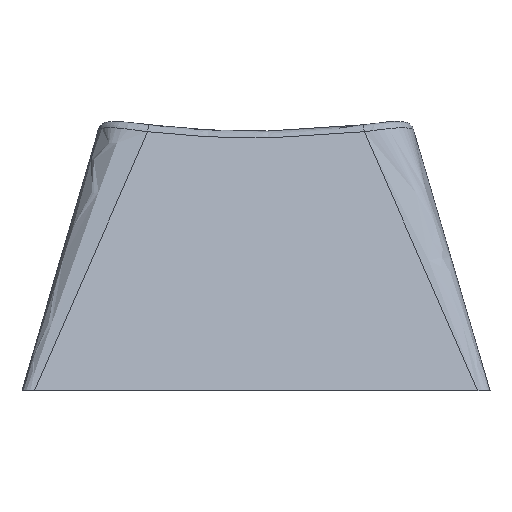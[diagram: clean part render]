
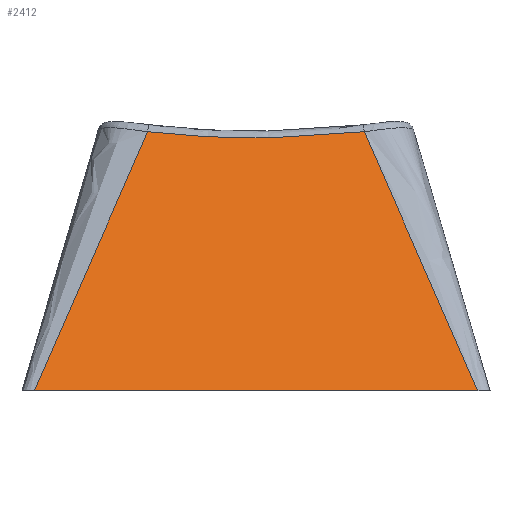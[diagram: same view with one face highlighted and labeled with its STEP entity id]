
A CAD part, front view. The second image highlights one B-rep face of the part: STEP entity #2412.
In plain terms, the highlighted planar face has unit normal (0, -0.936, 0.352).
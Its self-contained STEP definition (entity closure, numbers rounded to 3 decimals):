
#57=B_SPLINE_CURVE_WITH_KNOTS('',3,(#3987,#3988,#3989,#3990,#3991,#3992,
#3993),.UNSPECIFIED.,.F.,.F.,(4,3,4),(0.127,0.173,11.79),
 .UNSPECIFIED.);
#59=B_SPLINE_CURVE_WITH_KNOTS('',3,(#4059,#4060,#4061,#4062),
 .UNSPECIFIED.,.F.,.F.,(4,4),(0.133,11.796),
 .UNSPECIFIED.);
#64=B_SPLINE_CURVE_WITH_KNOTS('',3,(#4258,#4259,#4260,#4261,#4262),
 .UNSPECIFIED.,.F.,.F.,(4,1,4),(-0.091,4.108,8.307),
 .UNSPECIFIED.);
#238=LINE('',#3680,#509);
#509=VECTOR('',#2934,10.);
#701=FACE_OUTER_BOUND('',#844,.T.);
#844=EDGE_LOOP('',(#1797,#1798,#1799,#1800));
#1073=VERTEX_POINT('',#3623);
#1074=VERTEX_POINT('',#3679);
#1085=VERTEX_POINT('',#3972);
#1086=VERTEX_POINT('',#4042);
#1333=EDGE_CURVE('',#1073,#1074,#238,.T.);
#1349=EDGE_CURVE('',#1074,#1085,#57,.T.);
#1351=EDGE_CURVE('',#1086,#1073,#59,.T.);
#1356=EDGE_CURVE('',#1086,#1085,#64,.T.);
#1797=ORIENTED_EDGE('',*,*,#1356,.T.);
#1798=ORIENTED_EDGE('',*,*,#1349,.F.);
#1799=ORIENTED_EDGE('',*,*,#1333,.F.);
#1800=ORIENTED_EDGE('',*,*,#1351,.F.);
#2285=PLANE('',#2577);
#2412=ADVANCED_FACE('',(#701),#2285,.F.);
#2577=AXIS2_PLACEMENT_3D('',#4257,#2940,#2941);
#2934=DIRECTION('',(-1.,0.,0.));
#2940=DIRECTION('center_axis',(0.,0.936,-0.352));
#2941=DIRECTION('ref_axis',(0.,0.352,0.936));
#3623=CARTESIAN_POINT('',(8.567,-20.413,-22.));
#3679=CARTESIAN_POINT('',(-8.567,-20.413,-22.));
#3680=CARTESIAN_POINT('',(8.567,-20.413,-22.));
#3972=CARTESIAN_POINT('',(-4.188,-16.646,-11.986));
#3987=CARTESIAN_POINT('Ctrl Pts',(-8.567,-20.413,-22.));
#3988=CARTESIAN_POINT('Ctrl Pts',(-8.562,-20.408,-21.987));
#3989=CARTESIAN_POINT('Ctrl Pts',(-8.556,-20.403,-21.974));
#3990=CARTESIAN_POINT('Ctrl Pts',(-8.55,-20.398,-21.96));
#3991=CARTESIAN_POINT('Ctrl Pts',(-7.098,-19.148,-18.638));
#3992=CARTESIAN_POINT('Ctrl Pts',(-5.643,-17.898,-15.313));
#3993=CARTESIAN_POINT('Ctrl Pts',(-4.188,-16.646,-11.986));
#4042=CARTESIAN_POINT('',(4.188,-16.646,-11.986));
#4059=CARTESIAN_POINT('Ctrl Pts',(4.188,-16.646,-11.986));
#4060=CARTESIAN_POINT('Ctrl Pts',(5.649,-17.903,-15.326));
#4061=CARTESIAN_POINT('Ctrl Pts',(7.109,-19.158,-18.664));
#4062=CARTESIAN_POINT('Ctrl Pts',(8.567,-20.413,-22.));
#4257=CARTESIAN_POINT('Origin',(7.538,-18.419,-16.7));
#4258=CARTESIAN_POINT('Ctrl Pts',(4.188,-16.646,-11.986));
#4259=CARTESIAN_POINT('Ctrl Pts',(2.799,-16.708,-12.15));
#4260=CARTESIAN_POINT('Ctrl Pts',(0.,-16.77,
-12.315));
#4261=CARTESIAN_POINT('Ctrl Pts',(-2.799,-16.708,-12.15));
#4262=CARTESIAN_POINT('Ctrl Pts',(-4.188,-16.646,-11.986));
